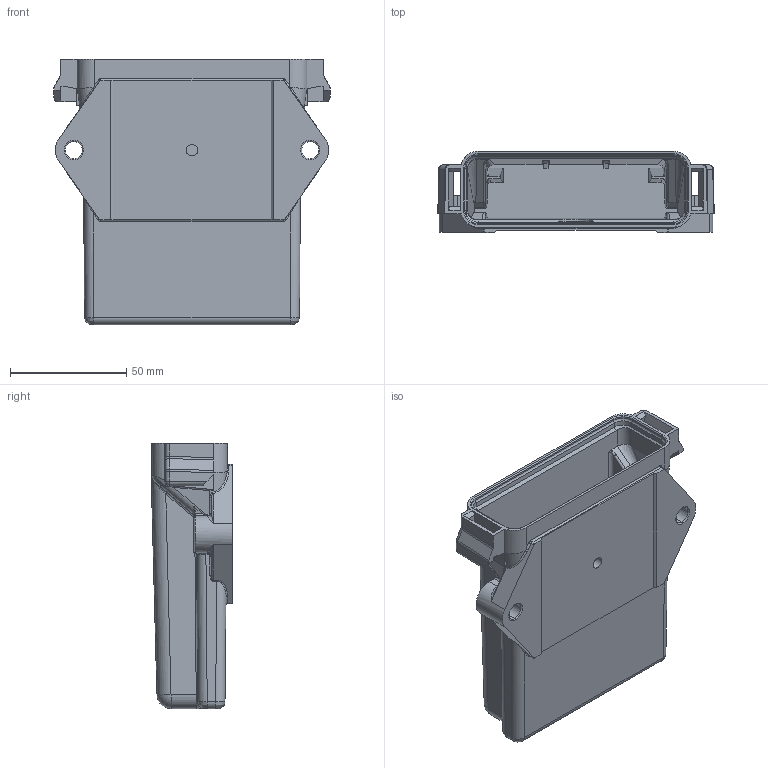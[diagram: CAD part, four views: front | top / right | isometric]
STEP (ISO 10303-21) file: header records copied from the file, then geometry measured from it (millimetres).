
FILE_DESCRIPTION((''),'2;1');
FILE_NAME('C-EEC-325X4A-E016','2013-07-19T',('workeradm'),('Tyco Electronics Ltd.'),'PRO/ENGINEER BY PARAMETRIC TECHNOLOGY CORPORATION, 2013050','PRO/ENGINEER BY PARAMETRIC TECHNOLOGY CORPORATION, 2013050','');
FILE_SCHEMA(('AUTOMOTIVE_DESIGN { 1 0 10303 214 1 1 1 1 }'));
Length unit declared in the file: millimetre
Products named in the file (1): C-EEC-325X4A-E016
Bounding box: 118.78 x 34.75 x 114 mm (x, y, z)
Volume: 112934.1 mm3; surface area: 62252.8 mm2
Topology: 1 solids, 1 shells, 372 faces, 960 edges, 590 vertices
Faces by surface type: plane 141, cylinder 135, bspline 58, torus 20, cone 8, sphere 6, extrusion 4
Entity records: 18951 total; most frequent: CARTESIAN_POINT 7475, ORIENTED_EDGE 1920, DIRECTION 1512, PRESENTATION_STYLE_ASSIGNMENT 961, STYLED_ITEM 961, CURVE_STYLE 960, EDGE_CURVE 960, VERTEX_POINT 590
